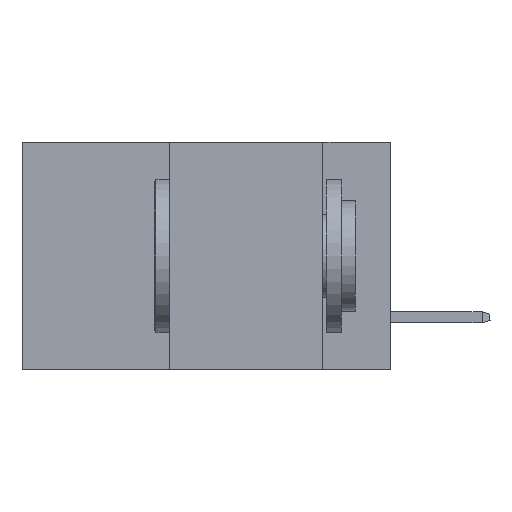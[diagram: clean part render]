
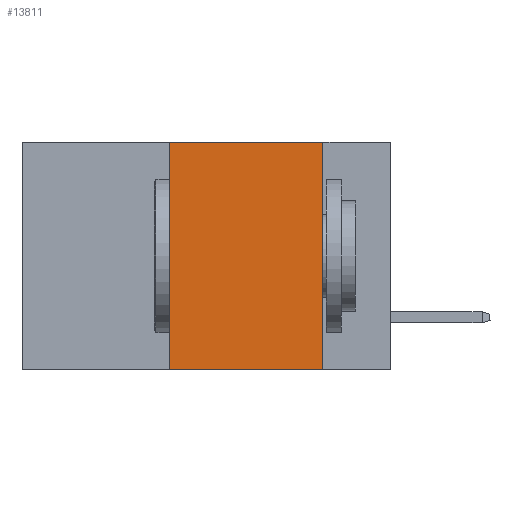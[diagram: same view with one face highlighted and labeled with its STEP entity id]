
A CAD part, left-side view. The second image highlights one B-rep face of the part: STEP entity #13811.
In plain terms, the highlighted planar face has unit normal (-1, 0, 0).
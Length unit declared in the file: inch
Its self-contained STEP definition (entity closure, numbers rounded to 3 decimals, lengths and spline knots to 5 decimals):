
#665 = CARTESIAN_POINT ( 'NONE',  ( 0., 0.6, 0. ) ) ;
#2388 = LINE ( 'NONE', #2457, #9027 ) ;
#2457 = CARTESIAN_POINT ( 'NONE',  ( 0., 0.11, 0. ) ) ;
#2619 = FACE_OUTER_BOUND ( 'NONE', #15363, .T. ) ;
#2778 = CARTESIAN_POINT ( 'NONE',  ( 0., 0.36, 0. ) ) ;
#4361 = PLANE ( 'NONE',  #12681 ) ;
#4860 = ORIENTED_EDGE ( 'NONE', *, *, #17480, .F. ) ;
#4965 = VECTOR ( 'NONE', #7678, 39.37008 ) ;
#5624 = CARTESIAN_POINT ( 'NONE',  ( 0., 0.6, -0.37 ) ) ;
#6684 = EDGE_CURVE ( 'NONE', #20286, #25753, #26215, .T. ) ;
#7208 = DIRECTION ( 'NONE',  ( 1., 0., 0. ) ) ;
#7320 = DIRECTION ( 'NONE',  ( 0., 0., 1. ) ) ;
#7678 = DIRECTION ( 'NONE',  ( 0., -1., 0. ) ) ;
#9027 = VECTOR ( 'NONE', #23471, 39.37008 ) ;
#11176 = ORIENTED_EDGE ( 'NONE', *, *, #6684, .F. ) ;
#11689 = CARTESIAN_POINT ( 'NONE',  ( 0., 0.11, 0. ) ) ;
#11878 = VECTOR ( 'NONE', #7320, 39.37008 ) ;
#12681 = AXIS2_PLACEMENT_3D ( 'NONE', #665, #7208, #26468 ) ;
#13811 = ADVANCED_FACE ( 'NONE', ( #2619 ), #4361, .F. ) ;
#14953 = LINE ( 'NONE', #15919, #24938 ) ;
#15363 = EDGE_LOOP ( 'NONE', ( #16800, #4860, #11176, #27162 ) ) ;
#15919 = CARTESIAN_POINT ( 'NONE',  ( 0., 0.6, 0. ) ) ;
#16184 = VERTEX_POINT ( 'NONE', #24128 ) ;
#16604 = EDGE_CURVE ( 'NONE', #18873, #16184, #2388, .T. ) ;
#16664 = CARTESIAN_POINT ( 'NONE',  ( 0., 0.36, -0.37 ) ) ;
#16800 = ORIENTED_EDGE ( 'NONE', *, *, #16604, .F. ) ;
#17480 = EDGE_CURVE ( 'NONE', #25753, #18873, #14953, .T. ) ;
#18810 = DIRECTION ( 'NONE',  ( 0., -1., 0. ) ) ;
#18873 = VERTEX_POINT ( 'NONE', #11689 ) ;
#19414 = CARTESIAN_POINT ( 'NONE',  ( 0., 0.36, 0. ) ) ;
#20286 = VERTEX_POINT ( 'NONE', #16664 ) ;
#22607 = LINE ( 'NONE', #5624, #4965 ) ;
#23217 = EDGE_CURVE ( 'NONE', #20286, #16184, #22607, .T. ) ;
#23471 = DIRECTION ( 'NONE',  ( 0., 0., -1. ) ) ;
#24128 = CARTESIAN_POINT ( 'NONE',  ( 0., 0.11, -0.37 ) ) ;
#24938 = VECTOR ( 'NONE', #18810, 39.37008 ) ;
#25753 = VERTEX_POINT ( 'NONE', #19414 ) ;
#26215 = LINE ( 'NONE', #2778, #11878 ) ;
#26468 = DIRECTION ( 'NONE',  ( 0., 0., -1. ) ) ;
#27162 = ORIENTED_EDGE ( 'NONE', *, *, #23217, .T. ) ;
